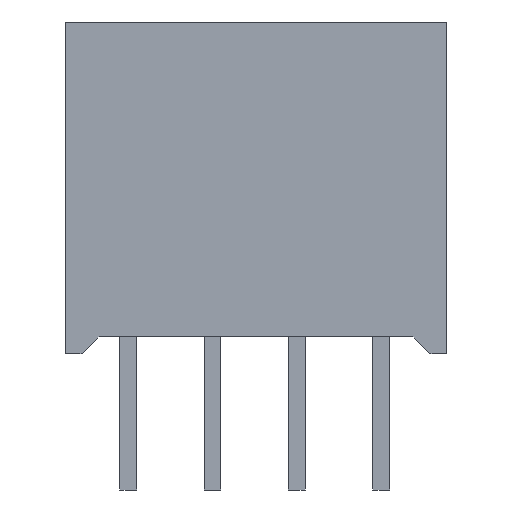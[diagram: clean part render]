
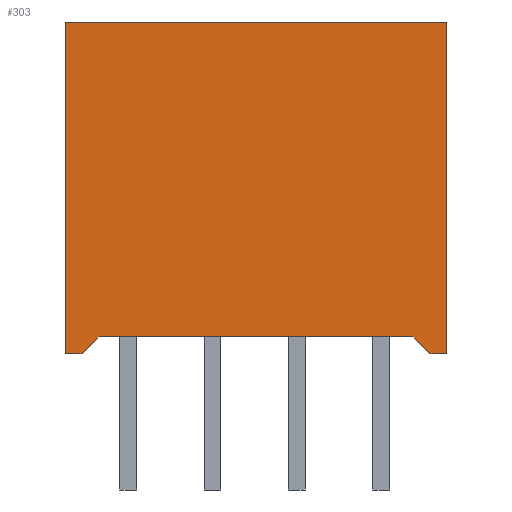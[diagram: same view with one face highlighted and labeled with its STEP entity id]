
A CAD part, front view. The second image highlights one B-rep face of the part: STEP entity #303.
In plain terms, the highlighted planar face has unit normal (0, -1, 0).
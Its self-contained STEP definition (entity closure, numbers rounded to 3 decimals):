
#116 = VERTEX_POINT('',#117);
#117 = CARTESIAN_POINT('',(-1.9,-1.27,0.));
#125 = VERTEX_POINT('',#126);
#126 = CARTESIAN_POINT('',(-1.39,-1.27,0.));
#132 = EDGE_CURVE('',#125,#116,#133,.T.);
#133 = LINE('',#134,#135);
#134 = CARTESIAN_POINT('',(9.6,-1.27,0.));
#135 = VECTOR('',#136,1.);
#136 = DIRECTION('',(-1.,0.,0.));
#146 = EDGE_CURVE('',#147,#125,#149,.T.);
#147 = VERTEX_POINT('',#148);
#148 = CARTESIAN_POINT('',(-0.88,-1.27,0.51));
#149 = LINE('',#150,#151);
#150 = CARTESIAN_POINT('',(1.613,-1.27,3.003));
#151 = VECTOR('',#152,1.);
#152 = DIRECTION('',(-0.707,-0.,-0.707));
#170 = EDGE_CURVE('',#171,#147,#173,.T.);
#171 = VERTEX_POINT('',#172);
#172 = CARTESIAN_POINT('',(8.58,-1.27,0.51));
#173 = LINE('',#174,#175);
#174 = CARTESIAN_POINT('',(9.09,-1.27,0.51));
#175 = VECTOR('',#176,1.);
#176 = DIRECTION('',(-1.,0.,0.));
#194 = EDGE_CURVE('',#195,#171,#197,.T.);
#195 = VERTEX_POINT('',#196);
#196 = CARTESIAN_POINT('',(9.09,-1.27,0.));
#197 = LINE('',#198,#199);
#198 = CARTESIAN_POINT('',(9.218,-1.27,-0.128));
#199 = VECTOR('',#200,1.);
#200 = DIRECTION('',(-0.707,0.,0.707));
#221 = VERTEX_POINT('',#222);
#222 = CARTESIAN_POINT('',(9.6,-1.27,0.));
#228 = EDGE_CURVE('',#221,#195,#229,.T.);
#229 = LINE('',#230,#231);
#230 = CARTESIAN_POINT('',(9.6,-1.27,0.));
#231 = VECTOR('',#232,1.);
#232 = DIRECTION('',(-1.,0.,0.));
#244 = VERTEX_POINT('',#245);
#245 = CARTESIAN_POINT('',(9.6,-1.27,10.));
#251 = EDGE_CURVE('',#221,#244,#252,.T.);
#252 = LINE('',#253,#254);
#253 = CARTESIAN_POINT('',(9.6,-1.27,0.));
#254 = VECTOR('',#255,1.);
#255 = DIRECTION('',(0.,0.,1.));
#268 = EDGE_CURVE('',#244,#269,#271,.T.);
#269 = VERTEX_POINT('',#270);
#270 = CARTESIAN_POINT('',(-1.9,-1.27,10.));
#271 = LINE('',#272,#273);
#272 = CARTESIAN_POINT('',(9.6,-1.27,10.));
#273 = VECTOR('',#274,1.);
#274 = DIRECTION('',(-1.,0.,0.));
#290 = EDGE_CURVE('',#116,#269,#291,.T.);
#291 = LINE('',#292,#293);
#292 = CARTESIAN_POINT('',(-1.9,-1.27,0.));
#293 = VECTOR('',#294,1.);
#294 = DIRECTION('',(0.,0.,1.));
#303 = ADVANCED_FACE('',(#304),#314,.T.);
#304 = FACE_BOUND('',#305,.T.);
#305 = EDGE_LOOP('',(#306,#307,#308,#309,#310,#311,#312,#313));
#306 = ORIENTED_EDGE('',*,*,#228,.F.);
#307 = ORIENTED_EDGE('',*,*,#251,.T.);
#308 = ORIENTED_EDGE('',*,*,#268,.T.);
#309 = ORIENTED_EDGE('',*,*,#290,.F.);
#310 = ORIENTED_EDGE('',*,*,#132,.F.);
#311 = ORIENTED_EDGE('',*,*,#146,.F.);
#312 = ORIENTED_EDGE('',*,*,#170,.F.);
#313 = ORIENTED_EDGE('',*,*,#194,.F.);
#314 = PLANE('',#315);
#315 = AXIS2_PLACEMENT_3D('',#316,#317,#318);
#316 = CARTESIAN_POINT('',(9.6,-1.27,0.));
#317 = DIRECTION('',(0.,-1.,0.));
#318 = DIRECTION('',(-1.,0.,0.));
